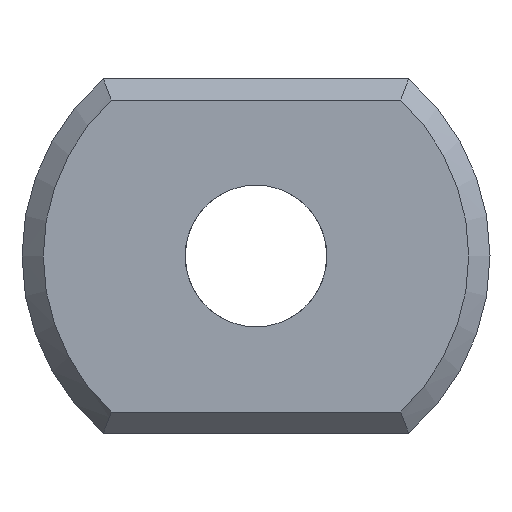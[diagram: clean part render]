
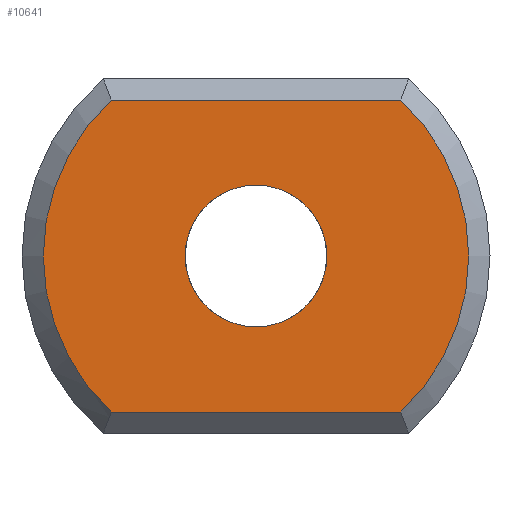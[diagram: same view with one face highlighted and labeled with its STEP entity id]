
A CAD part, left-side view. The second image highlights one B-rep face of the part: STEP entity #10641.
In plain terms, the highlighted planar face has unit normal (-1, 0, 0).
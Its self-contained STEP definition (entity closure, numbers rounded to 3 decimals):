
#24 = VERTEX_POINT('',#25);
#25 = CARTESIAN_POINT('',(0.,-2.04,2.2));
#33 = PLANE('',#34);
#34 = AXIS2_PLACEMENT_3D('',#35,#36,#37);
#35 = CARTESIAN_POINT('',(0.15,-2.154,2.35));
#36 = DIRECTION('',(0.707,0.,-0.707)
  );
#37 = DIRECTION('',(0.,-1.,0.));
#45 = CONICAL_SURFACE('',#46,3.3,0.785);
#46 = AXIS2_PLACEMENT_3D('',#47,#48,#49);
#47 = CARTESIAN_POINT('',(0.3,0.,0.));
#48 = DIRECTION('',(1.,0.,0.));
#49 = DIRECTION('',(0.,-0.653,0.758));
#89 = VERTEX_POINT('',#90);
#90 = CARTESIAN_POINT('',(0.,2.04,2.2));
#105 = CONICAL_SURFACE('',#106,3.3,0.785);
#106 = AXIS2_PLACEMENT_3D('',#107,#108,#109);
#107 = CARTESIAN_POINT('',(0.3,0.,0.));
#108 = DIRECTION('',(1.,0.,0.));
#109 = DIRECTION('',(0.,0.653,-0.758));
#120 = EDGE_CURVE('',#24,#89,#121,.T.);
#121 = SURFACE_CURVE('',#122,(#126,#133),.PCURVE_S1.);
#122 = LINE('',#123,#124);
#123 = CARTESIAN_POINT('',(0.,-2.154,2.2));
#124 = VECTOR('',#125,1.);
#125 = DIRECTION('',(0.,1.,0.));
#126 = PCURVE('',#33,#127);
#127 = DEFINITIONAL_REPRESENTATION('',(#128),#132);
#128 = LINE('',#129,#130);
#129 = CARTESIAN_POINT('',(0.,0.212));
#130 = VECTOR('',#131,1.);
#131 = DIRECTION('',(-1.,0.));
#132 = ( GEOMETRIC_REPRESENTATION_CONTEXT(2) 
PARAMETRIC_REPRESENTATION_CONTEXT() REPRESENTATION_CONTEXT('2D SPACE',''
  ) );
#133 = PCURVE('',#134,#139);
#134 = PLANE('',#135);
#135 = AXIS2_PLACEMENT_3D('',#136,#137,#138);
#136 = CARTESIAN_POINT('',(0.,0.,
    0.));
#137 = DIRECTION('',(1.,0.,0.));
#138 = DIRECTION('',(0.,0.,1.));
#139 = DEFINITIONAL_REPRESENTATION('',(#140),#144);
#140 = LINE('',#141,#142);
#141 = CARTESIAN_POINT('',(2.2,2.154));
#142 = VECTOR('',#143,1.);
#143 = DIRECTION('',(0.,-1.));
#144 = ( GEOMETRIC_REPRESENTATION_CONTEXT(2) 
PARAMETRIC_REPRESENTATION_CONTEXT() REPRESENTATION_CONTEXT('2D SPACE',''
  ) );
#180 = VERTEX_POINT('',#181);
#181 = CARTESIAN_POINT('',(0.,-2.04,-2.2));
#199 = PLANE('',#200);
#200 = AXIS2_PLACEMENT_3D('',#201,#202,#203);
#201 = CARTESIAN_POINT('',(0.15,-2.154,-2.35));
#202 = DIRECTION('',(-0.707,0.,-0.707));
#203 = DIRECTION('',(0.,-1.,0.));
#211 = EDGE_CURVE('',#24,#180,#212,.T.);
#212 = SURFACE_CURVE('',#213,(#218,#225),.PCURVE_S1.);
#213 = CIRCLE('',#214,3.);
#214 = AXIS2_PLACEMENT_3D('',#215,#216,#217);
#215 = CARTESIAN_POINT('',(0.,0.,
    0.));
#216 = DIRECTION('',(1.,0.,0.));
#217 = DIRECTION('',(0.,-0.653,0.758));
#218 = PCURVE('',#45,#219);
#219 = DEFINITIONAL_REPRESENTATION('',(#220),#224);
#220 = LINE('',#221,#222);
#221 = CARTESIAN_POINT('',(0.,-0.3));
#222 = VECTOR('',#223,1.);
#223 = DIRECTION('',(1.,-0.));
#224 = ( GEOMETRIC_REPRESENTATION_CONTEXT(2) 
PARAMETRIC_REPRESENTATION_CONTEXT() REPRESENTATION_CONTEXT('2D SPACE',''
  ) );
#225 = PCURVE('',#134,#226);
#226 = DEFINITIONAL_REPRESENTATION('',(#227),#231);
#227 = CIRCLE('',#228,3.);
#228 = AXIS2_PLACEMENT_2D('',#229,#230);
#229 = CARTESIAN_POINT('',(0.,0.));
#230 = DIRECTION('',(0.758,0.653));
#231 = ( GEOMETRIC_REPRESENTATION_CONTEXT(2) 
PARAMETRIC_REPRESENTATION_CONTEXT() REPRESENTATION_CONTEXT('2D SPACE',''
  ) );
#10641 = ADVANCED_FACE('',(#10642,#10691),#134,.F.);
#10642 = FACE_BOUND('',#10643,.F.);
#10643 = EDGE_LOOP('',(#10644,#10668,#10669,#10670));
#10644 = ORIENTED_EDGE('',*,*,#10645,.T.);
#10645 = EDGE_CURVE('',#10646,#89,#10648,.T.);
#10646 = VERTEX_POINT('',#10647);
#10647 = CARTESIAN_POINT('',(0.,2.04,-2.2));
#10648 = SURFACE_CURVE('',#10649,(#10654,#10661),.PCURVE_S1.);
#10649 = CIRCLE('',#10650,3.);
#10650 = AXIS2_PLACEMENT_3D('',#10651,#10652,#10653);
#10651 = CARTESIAN_POINT('',(0.,0.,
    0.));
#10652 = DIRECTION('',(1.,0.,0.));
#10653 = DIRECTION('',(0.,0.653,-0.758)
  );
#10654 = PCURVE('',#134,#10655);
#10655 = DEFINITIONAL_REPRESENTATION('',(#10656),#10660);
#10656 = CIRCLE('',#10657,3.);
#10657 = AXIS2_PLACEMENT_2D('',#10658,#10659);
#10658 = CARTESIAN_POINT('',(0.,0.));
#10659 = DIRECTION('',(-0.758,-0.653));
#10660 = ( GEOMETRIC_REPRESENTATION_CONTEXT(2) 
PARAMETRIC_REPRESENTATION_CONTEXT() REPRESENTATION_CONTEXT('2D SPACE',''
  ) );
#10661 = PCURVE('',#105,#10662);
#10662 = DEFINITIONAL_REPRESENTATION('',(#10663),#10667);
#10663 = LINE('',#10664,#10665);
#10664 = CARTESIAN_POINT('',(0.,-0.3));
#10665 = VECTOR('',#10666,1.);
#10666 = DIRECTION('',(1.,-0.));
#10667 = ( GEOMETRIC_REPRESENTATION_CONTEXT(2) 
PARAMETRIC_REPRESENTATION_CONTEXT() REPRESENTATION_CONTEXT('2D SPACE',''
  ) );
#10668 = ORIENTED_EDGE('',*,*,#120,.F.);
#10669 = ORIENTED_EDGE('',*,*,#211,.T.);
#10670 = ORIENTED_EDGE('',*,*,#10671,.T.);
#10671 = EDGE_CURVE('',#180,#10646,#10672,.T.);
#10672 = SURFACE_CURVE('',#10673,(#10677,#10684),.PCURVE_S1.);
#10673 = LINE('',#10674,#10675);
#10674 = CARTESIAN_POINT('',(0.,-2.154,-2.2));
#10675 = VECTOR('',#10676,1.);
#10676 = DIRECTION('',(0.,1.,0.));
#10677 = PCURVE('',#134,#10678);
#10678 = DEFINITIONAL_REPRESENTATION('',(#10679),#10683);
#10679 = LINE('',#10680,#10681);
#10680 = CARTESIAN_POINT('',(-2.2,2.154));
#10681 = VECTOR('',#10682,1.);
#10682 = DIRECTION('',(0.,-1.));
#10683 = ( GEOMETRIC_REPRESENTATION_CONTEXT(2) 
PARAMETRIC_REPRESENTATION_CONTEXT() REPRESENTATION_CONTEXT('2D SPACE',''
  ) );
#10684 = PCURVE('',#199,#10685);
#10685 = DEFINITIONAL_REPRESENTATION('',(#10686),#10690);
#10686 = LINE('',#10687,#10688);
#10687 = CARTESIAN_POINT('',(0.,0.212));
#10688 = VECTOR('',#10689,1.);
#10689 = DIRECTION('',(-1.,0.));
#10690 = ( GEOMETRIC_REPRESENTATION_CONTEXT(2) 
PARAMETRIC_REPRESENTATION_CONTEXT() REPRESENTATION_CONTEXT('2D SPACE',''
  ) );
#10691 = FACE_BOUND('',#10692,.T.);
#10692 = EDGE_LOOP('',(#10693));
#10693 = ORIENTED_EDGE('',*,*,#10694,.T.);
#10694 = EDGE_CURVE('',#10695,#10695,#10697,.T.);
#10695 = VERTEX_POINT('',#10696);
#10696 = CARTESIAN_POINT('',(0.,1.,0.));
#10697 = SURFACE_CURVE('',#10698,(#10703,#10710),.PCURVE_S1.);
#10698 = CIRCLE('',#10699,1.);
#10699 = AXIS2_PLACEMENT_3D('',#10700,#10701,#10702);
#10700 = CARTESIAN_POINT('',(0.,0.,0.));
#10701 = DIRECTION('',(1.,0.,0.));
#10702 = DIRECTION('',(0.,1.,0.));
#10703 = PCURVE('',#134,#10704);
#10704 = DEFINITIONAL_REPRESENTATION('',(#10705),#10709);
#10705 = CIRCLE('',#10706,1.);
#10706 = AXIS2_PLACEMENT_2D('',#10707,#10708);
#10707 = CARTESIAN_POINT('',(0.,0.));
#10708 = DIRECTION('',(0.,-1.));
#10709 = ( GEOMETRIC_REPRESENTATION_CONTEXT(2) 
PARAMETRIC_REPRESENTATION_CONTEXT() REPRESENTATION_CONTEXT('2D SPACE',''
  ) );
#10710 = PCURVE('',#10711,#10716);
#10711 = CYLINDRICAL_SURFACE('',#10712,1.);
#10712 = AXIS2_PLACEMENT_3D('',#10713,#10714,#10715);
#10713 = CARTESIAN_POINT('',(0.,0.,0.));
#10714 = DIRECTION('',(-1.,0.,0.));
#10715 = DIRECTION('',(0.,1.,0.));
#10716 = DEFINITIONAL_REPRESENTATION('',(#10717),#10721);
#10717 = LINE('',#10718,#10719);
#10718 = CARTESIAN_POINT('',(-0.,0.));
#10719 = VECTOR('',#10720,1.);
#10720 = DIRECTION('',(-1.,0.));
#10721 = ( GEOMETRIC_REPRESENTATION_CONTEXT(2) 
PARAMETRIC_REPRESENTATION_CONTEXT() REPRESENTATION_CONTEXT('2D SPACE',''
  ) );
